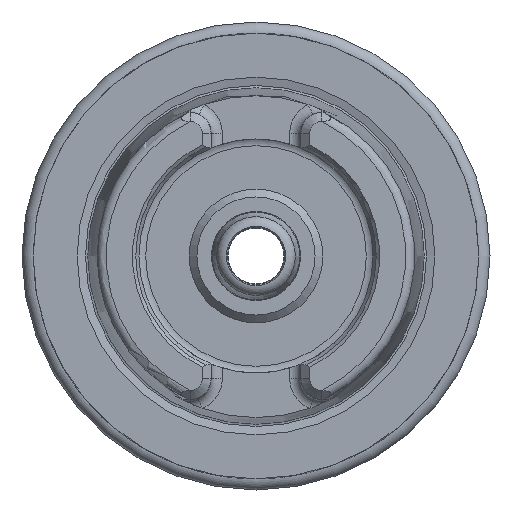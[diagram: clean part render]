
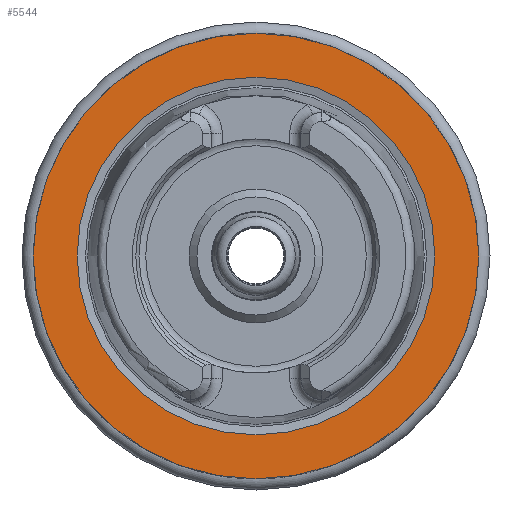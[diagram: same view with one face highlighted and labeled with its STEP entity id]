
A CAD part, left-side view. The second image highlights one B-rep face of the part: STEP entity #5544.
In plain terms, the highlighted planar face has unit normal (-1, 0, 0).
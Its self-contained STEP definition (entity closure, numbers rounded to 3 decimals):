
#4630=CARTESIAN_POINT('',(0.0,20.0,0.0));
#4631=VERTEX_POINT('',#4630);
#4632=CARTESIAN_POINT('',(0.0,0.0,0.0));
#4633=DIRECTION('',(1.0,0.0,0.0));
#4634=DIRECTION('',(0.0,1.0,0.0));
#4635=AXIS2_PLACEMENT_3D('',#4632,#4633,#4634);
#4636=CIRCLE('',#4635,20.0);
#4637=EDGE_CURVE('',#4631,#4631,#4636,.T.);
#5518=CARTESIAN_POINT('',(0.0,16.046,0.0));
#5519=VERTEX_POINT('',#5518);
#5520=CARTESIAN_POINT('',(0.0,0.0,0.0));
#5521=DIRECTION('',(1.0,0.0,0.0));
#5522=DIRECTION('',(0.0,1.0,0.0));
#5523=AXIS2_PLACEMENT_3D('',#5520,#5521,#5522);
#5524=CIRCLE('',#5523,16.046);
#5525=EDGE_CURVE('',#5519,#5519,#5524,.T.);
#5533=CARTESIAN_POINT('',(0.0,18.023,0.0));
#5534=DIRECTION('',(-1.0,0.0,0.0));
#5535=DIRECTION('',(0.0,0.0,1.0));
#5536=AXIS2_PLACEMENT_3D('',#5533,#5534,#5535);
#5537=PLANE('',#5536);
#5538=ORIENTED_EDGE('',*,*,#4637,.F.);
#5539=EDGE_LOOP('',(#5538));
#5540=FACE_OUTER_BOUND('',#5539,.T.);
#5541=ORIENTED_EDGE('',*,*,#5525,.T.);
#5542=EDGE_LOOP('',(#5541));
#5543=FACE_BOUND('',#5542,.T.);
#5544=ADVANCED_FACE('',(#5540,#5543),#5537,.T.);
